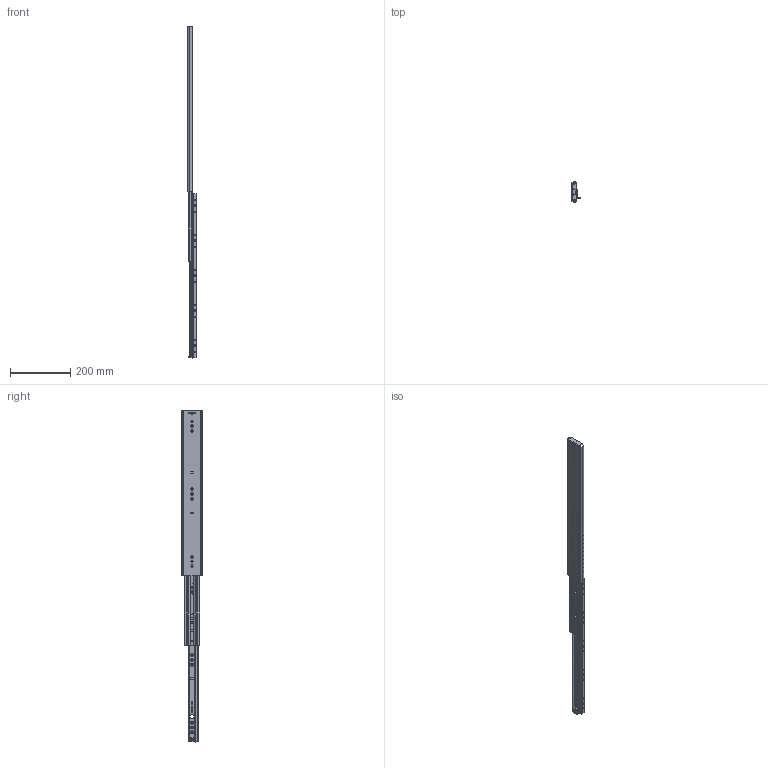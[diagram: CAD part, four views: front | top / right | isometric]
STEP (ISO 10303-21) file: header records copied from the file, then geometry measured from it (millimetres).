
FILE_DESCRIPTION(/* description */ ('Vollauszug Serie 070 550x550 Rechts'),/* implementation_level */ '2;1');
FILE_NAME(/* name */ '07000076008.stp',/* time_stamp */ '2020-07-22T17:00:16+02:00',/* author */ ('Philipp Joos'),/* organization */ (''),/* preprocessor_version */ 'ST-DEVELOPER v18',/* originating_system */ 'Autodesk Inventor 2020',/* authorisation */ '');
FILE_SCHEMA (('AUTOMOTIVE_DESIGN { 1 0 10303 214 3 1 1 }'));
Products named in the file (1): 07000076008
Bounding box: 32.58 x 69.3 x 1100 mm (x, y, z)
Volume: 327535.5 mm3; surface area: 387429.8 mm2
Topology: 91 solids, 91 shells, 3671 faces, 10912 edges, 7218 vertices
Faces by surface type: plane 1740, cylinder 1491, sphere 195, cone 131, torus 86, bspline 28
Full cylindrical faces by diameter (mm): 2 x3, 3.5 x2, 4 x1, 4.5 x5, 4.7 x15, 5 x2, 5.1 x2, 5.9 x2, 6 x2, 6.2 x3, 6.5 x8, 7.8 x8, 8 x2, 8.2 x1, 9 x4, 9.6 x4, 14 x3
Entity records: 131208 total; most frequent: CARTESIAN_POINT 27136, ORIENTED_EDGE 21498, DIRECTION 21037, EDGE_CURVE 10749, AXIS2_PLACEMENT_3D 7435, VERTEX_POINT 7218, LINE 6167, VECTOR 6167
